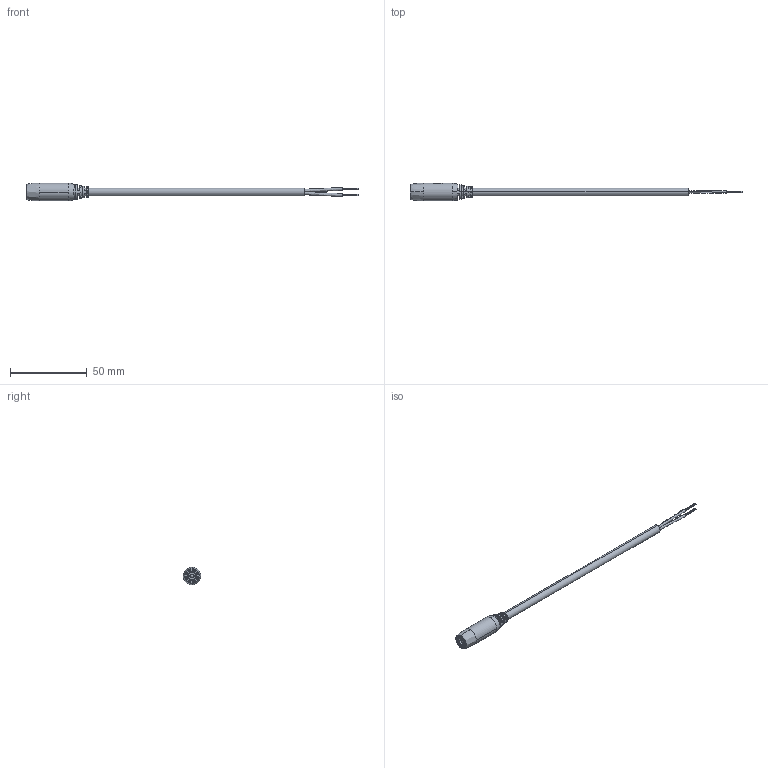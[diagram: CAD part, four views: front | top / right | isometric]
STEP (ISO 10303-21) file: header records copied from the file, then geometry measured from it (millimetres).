
FILE_DESCRIPTION (( 'STEP AP203' ), '1' );
FILE_NAME ('10-02245_revA.STEP', '2016-10-27T22:10:37', ( '' ), ( '' ), 'SwSTEP 2.0', 'SolidWorks 2015', '' );
FILE_SCHEMA (( 'CONFIG_CONTROL_DESIGN' ));
Length unit declared in the file: millimetre
Products named in the file (8): 50-00027 pin; 50-00027 contact; 24-00183; 50-00027 shell; 50-00027; 10-02245_revA; 30-00683_s+t 10 mm; 50-00027 insulator
Assembly tree (7 placements, depth 3):
  10-02245_revA
    30-00683_s+t 10 mm
    24-00183
    50-00027
      50-00027 shell
      50-00027 insulator
      50-00027 pin
      50-00027 contact
Bounding box: 216.06 x 11.4 x 11.4 mm (x, y, z)
Volume: 6659.7 mm3; surface area: 22023.1 mm2
Topology: 91 solids, 91 shells, 1057 faces, 2292 edges, 1497 vertices
Faces by surface type: cylinder 571, plane 322, bspline 110, torus 37, cone 17
Entity records: 33963 total; most frequent: CARTESIAN_POINT 9615, DIRECTION 5092, ORIENTED_EDGE 4580, EDGE_CURVE 2290, AXIS2_PLACEMENT_3D 2225, VERTEX_POINT 1497, EDGE_LOOP 1329, CIRCLE 1267
